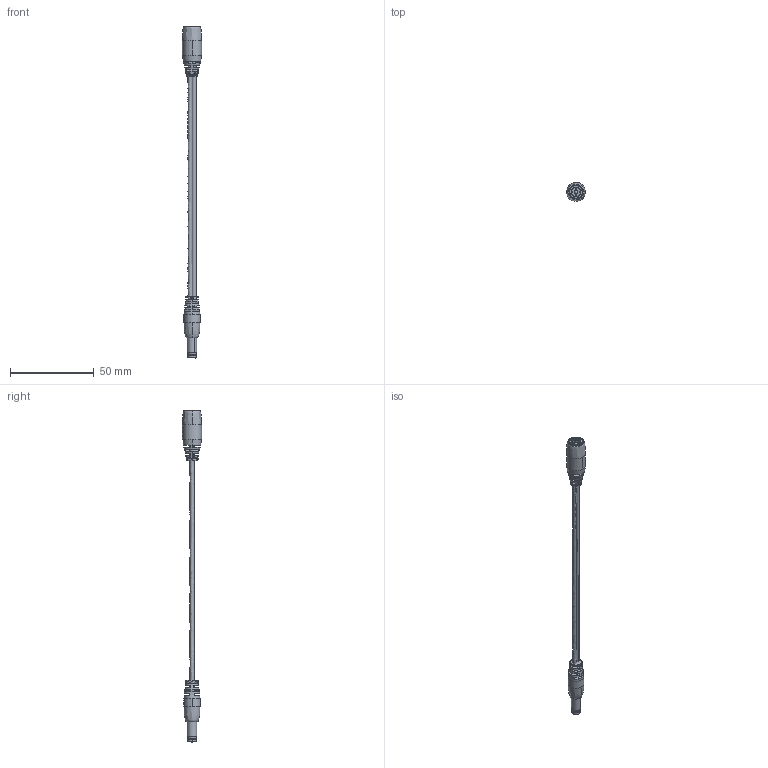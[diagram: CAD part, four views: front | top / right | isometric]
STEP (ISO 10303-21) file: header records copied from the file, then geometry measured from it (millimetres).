
FILE_DESCRIPTION (( 'STEP AP203' ), '1' );
FILE_NAME ('10-02381_revA.STEP', '2016-11-29T19:54:08', ( '' ), ( '' ), 'SwSTEP 2.0', 'SolidWorks 2015', '' );
FILE_SCHEMA (( 'CONFIG_CONTROL_DESIGN' ));
Length unit declared in the file: millimetre
Products named in the file (13): 24-00004; 50-00024 insulator; 10-02381_revA; 50-00024; 50-00025; 50-00025 shell; 50-00024 contact; 30-00440_blunt cut; 50-00025 pin; 50-00024 shell; 50-00025 contact; 50-00025 insulator; 24-00003
Assembly tree (12 placements, depth 3):
  10-02381_revA
    30-00440_blunt cut
    24-00003
    24-00004
    50-00024
      50-00024 contact
      50-00024 insulator
      50-00024 shell
    50-00025
      50-00025 insulator
      50-00025 pin
      50-00025 shell
      50-00025 contact
Bounding box: 11.4 x 11.4 x 198.74 mm (x, y, z)
Volume: 5694.9 mm3; surface area: 14078.2 mm2
Topology: 72 solids, 72 shells, 918 faces, 2126 edges, 1374 vertices
Faces by surface type: plane 348, cylinder 251, bspline 214, torus 60, cone 45
Entity records: 33539 total; most frequent: CARTESIAN_POINT 12687, ORIENTED_EDGE 4248, DIRECTION 3654, EDGE_CURVE 2124, AXIS2_PLACEMENT_3D 1479, VERTEX_POINT 1374, EDGE_LOOP 966, ADVANCED_FACE 918
